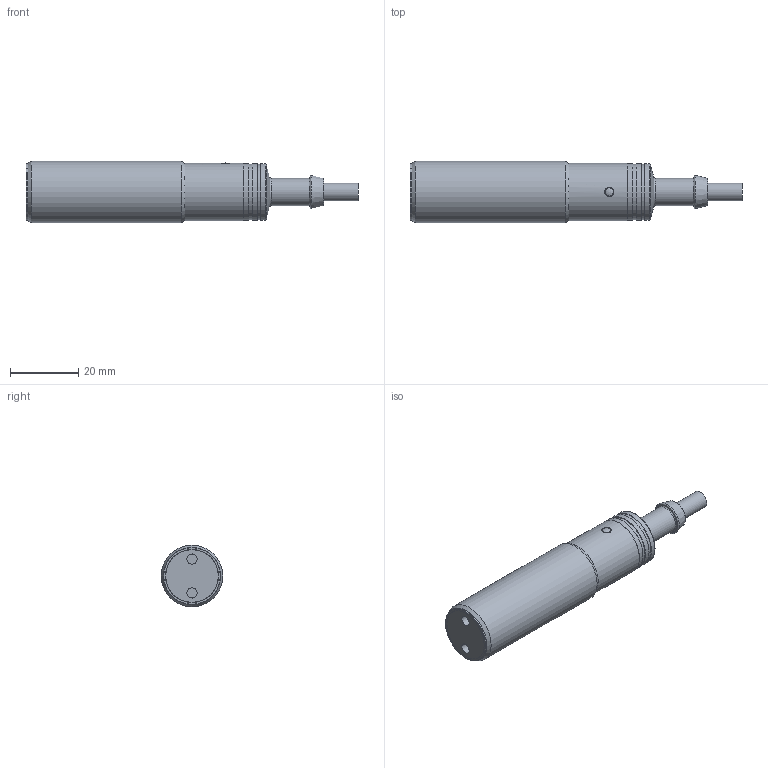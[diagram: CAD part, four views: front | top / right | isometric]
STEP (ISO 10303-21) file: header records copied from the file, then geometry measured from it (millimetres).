
FILE_DESCRIPTION(/* description */ (''),/* implementation_level */ '2;1');
FILE_NAME(/* name */ 'PA18CLD0xTx.stp',/* time_stamp */ '2019-08-05T15:10:39+02:00',/* author */ ('tvb'),/* organization */ (''),/* preprocessor_version */ 'ST-DEVELOPER v18',/* originating_system */ 'Autodesk Inventor 2020',/* authorisation */ '');
FILE_SCHEMA (('AUTOMOTIVE_DESIGN { 1 0 10303 214 3 1 1 }'));
Length unit declared in the file: millimetre
Products named in the file (1): PA18CLD0xTx
Bounding box: 97.1 x 18 x 18 mm (x, y, z)
Volume: 18115.6 mm3; surface area: 5103.4 mm2
Topology: 1 solids, 1 shells, 42 faces, 107 edges, 79 vertices
Faces by surface type: cylinder 16, plane 12, torus 7, cone 6, sphere 1
Full cylindrical faces by diameter (mm): 2.4 x1, 2.7 x1, 3 x2, 5.2 x1, 8 x1, 15.5 x1, 16.2 x2, 16.6 x3, 16.75 x2, 18 x1
Entity records: 1488 total; most frequent: CARTESIAN_POINT 330, DIRECTION 269, ORIENTED_EDGE 214, AXIS2_PLACEMENT_3D 124, EDGE_CURVE 107, CIRCLE 81, VERTEX_POINT 79, EDGE_LOOP 54
